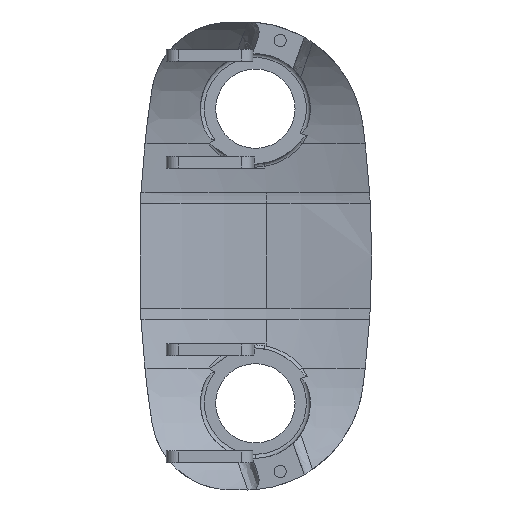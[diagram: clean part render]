
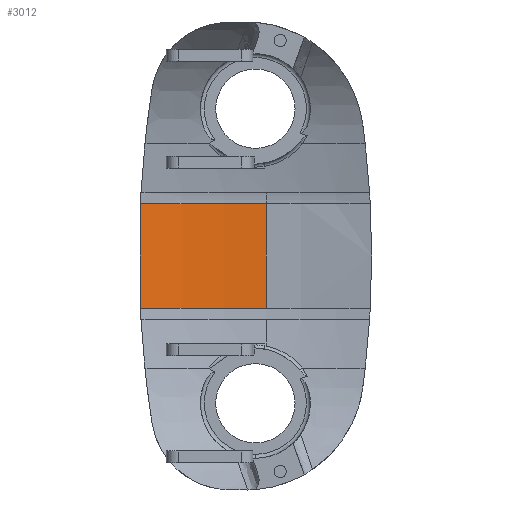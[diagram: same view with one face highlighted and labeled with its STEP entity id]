
A CAD part, left-side view. The second image highlights one B-rep face of the part: STEP entity #3012.
In plain terms, the highlighted cylindrical face has radius 147 mm (diameter 294 mm), a partial arc.
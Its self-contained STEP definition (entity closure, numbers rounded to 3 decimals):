
#108 = FACE_OUTER_BOUND ( 'NONE', #4854, .T. ) ;
#184 = CARTESIAN_POINT ( 'NONE',  ( -32.428, 29.801, -75. ) ) ;
#187 = DIRECTION ( 'NONE',  ( 1., 0., 0. ) ) ;
#374 = VERTEX_POINT ( 'NONE', #2976 ) ;
#549 = ORIENTED_EDGE ( 'NONE', *, *, #3968, .T. ) ;
#575 = DIRECTION ( 'NONE',  ( 0., 0., -1. ) ) ;
#1362 = DIRECTION ( 'NONE',  ( 1., 0., 0. ) ) ;
#2275 = CARTESIAN_POINT ( 'NONE',  ( 114.572, 29.801, -75. ) ) ;
#2518 = DIRECTION ( 'NONE',  ( 1., 0., 0. ) ) ;
#2705 = VERTEX_POINT ( 'NONE', #7701 ) ;
#2857 = ORIENTED_EDGE ( 'NONE', *, *, #4907, .F. ) ;
#2872 = CIRCLE ( 'NONE', #6743, 147. ) ;
#2976 = CARTESIAN_POINT ( 'NONE',  ( 114.572, 29.801, -13.345 ) ) ;
#3012 = ADVANCED_FACE ( 'NONE', ( #108 ), #3275, .F. ) ;
#3190 = DIRECTION ( 'NONE',  ( 0., 0., 1. ) ) ;
#3275 = CYLINDRICAL_SURFACE ( 'NONE', #5526, 147. ) ;
#3861 = CARTESIAN_POINT ( 'NONE',  ( 114.572, 29.801, 13.345 ) ) ;
#3936 = ORIENTED_EDGE ( 'NONE', *, *, #4342, .F. ) ;
#3968 = EDGE_CURVE ( 'NONE', #2705, #7303, #7332, .T. ) ;
#4013 = CARTESIAN_POINT ( 'NONE',  ( 111.023, 61.91, 13.345 ) ) ;
#4162 = EDGE_CURVE ( 'NONE', #374, #4269, #5420, .T. ) ;
#4269 = VERTEX_POINT ( 'NONE', #3861 ) ;
#4342 = EDGE_CURVE ( 'NONE', #374, #7303, #7300, .T. ) ;
#4854 = EDGE_LOOP ( 'NONE', ( #3936, #7469, #2857, #549 ) ) ;
#4907 = EDGE_CURVE ( 'NONE', #2705, #4269, #2872, .T. ) ;
#5219 = CARTESIAN_POINT ( 'NONE',  ( -32.428, 29.801, -13.345 ) ) ;
#5420 = LINE ( 'NONE', #2275, #6890 ) ;
#5511 = CARTESIAN_POINT ( 'NONE',  ( 111.023, 61.91, -13.345 ) ) ;
#5526 = AXIS2_PLACEMENT_3D ( 'NONE', #184, #3190, #2518 ) ;
#6170 = CARTESIAN_POINT ( 'NONE',  ( 110.926, 62.343, -4.448 ) ) ;
#6234 = CARTESIAN_POINT ( 'NONE',  ( 110.926, 62.343, 4.448 ) ) ;
#6466 = CARTESIAN_POINT ( 'NONE',  ( -32.428, 29.801, 13.345 ) ) ;
#6743 = AXIS2_PLACEMENT_3D ( 'NONE', #6466, #575, #1362 ) ;
#6890 = VECTOR ( 'NONE', #8752, 1000. ) ;
#7300 = CIRCLE ( 'NONE', #7716, 147. ) ;
#7303 = VERTEX_POINT ( 'NONE', #5511 ) ;
#7332 = B_SPLINE_CURVE_WITH_KNOTS ( 'NONE', 3,
 ( #4013, #6234, #6170, #7618 ),
 .UNSPECIFIED., .F., .F.,
 ( 4, 4 ),
 ( 0., 0.027 ),
 .UNSPECIFIED. ) ;
#7429 = DIRECTION ( 'NONE',  ( 0., 0., 1. ) ) ;
#7469 = ORIENTED_EDGE ( 'NONE', *, *, #4162, .T. ) ;
#7618 = CARTESIAN_POINT ( 'NONE',  ( 111.023, 61.91, -13.345 ) ) ;
#7701 = CARTESIAN_POINT ( 'NONE',  ( 111.023, 61.91, 13.345 ) ) ;
#7716 = AXIS2_PLACEMENT_3D ( 'NONE', #5219, #7429, #187 ) ;
#8752 = DIRECTION ( 'NONE',  ( 0., 0., 1. ) ) ;
